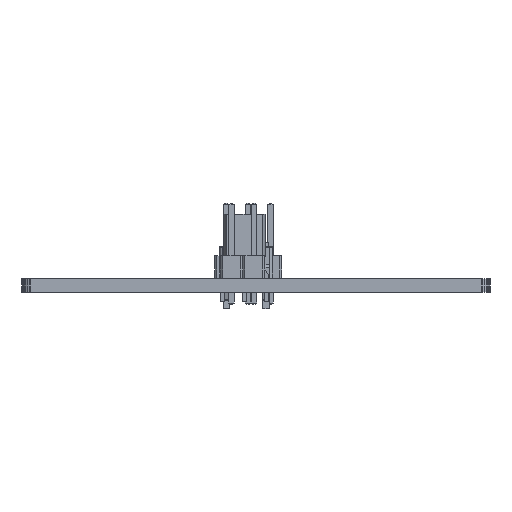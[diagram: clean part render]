
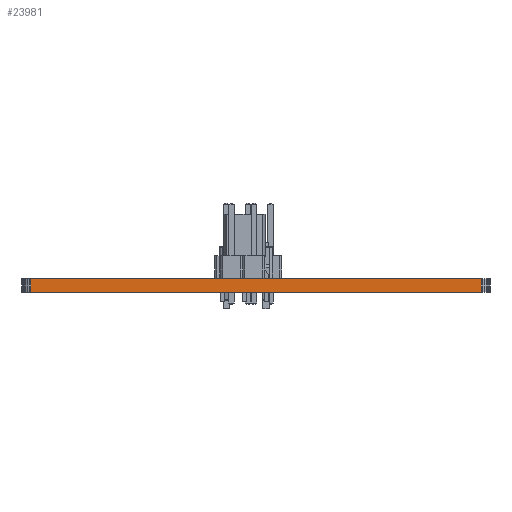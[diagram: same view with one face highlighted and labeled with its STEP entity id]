
A CAD part, left-side view. The second image highlights one B-rep face of the part: STEP entity #23981.
In plain terms, the highlighted planar face has unit normal (-1, 0, 0).
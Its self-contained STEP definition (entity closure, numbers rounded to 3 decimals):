
#17655 = PLANE('',#17656);
#17656 = AXIS2_PLACEMENT_3D('',#17657,#17658,#17659);
#17657 = CARTESIAN_POINT('',(140.314,-92.808,1.58));
#17658 = DIRECTION('',(-0.,-0.,-1.));
#17659 = DIRECTION('',(-1.,0.,0.));
#17709 = PLANE('',#17710);
#17710 = AXIS2_PLACEMENT_3D('',#17711,#17712,#17713);
#17711 = CARTESIAN_POINT('',(140.314,-92.808,0.));
#17712 = DIRECTION('',(-0.,-0.,-1.));
#17713 = DIRECTION('',(-1.,0.,0.));
#18406 = VERTEX_POINT('',#18407);
#18407 = CARTESIAN_POINT('',(106.68,-118.364,0.));
#18421 = PLANE('',#18422);
#18422 = AXIS2_PLACEMENT_3D('',#18423,#18424,#18425);
#18423 = CARTESIAN_POINT('',(106.7,-118.562,0.));
#18424 = DIRECTION('',(-0.995,-0.098,0.));
#18425 = DIRECTION('',(-0.098,0.995,0.));
#18433 = EDGE_CURVE('',#18406,#18434,#18436,.T.);
#18434 = VERTEX_POINT('',#18435);
#18435 = CARTESIAN_POINT('',(106.68,-67.056,0.));
#18436 = SURFACE_CURVE('',#18437,(#18441,#18448),.PCURVE_S1.);
#18437 = LINE('',#18438,#18439);
#18438 = CARTESIAN_POINT('',(106.68,-118.364,0.));
#18439 = VECTOR('',#18440,1.);
#18440 = DIRECTION('',(0.,1.,0.));
#18441 = PCURVE('',#17709,#18442);
#18442 = DEFINITIONAL_REPRESENTATION('',(#18443),#18447);
#18443 = LINE('',#18444,#18445);
#18444 = CARTESIAN_POINT('',(33.634,-25.556));
#18445 = VECTOR('',#18446,1.);
#18446 = DIRECTION('',(0.,1.));
#18447 = ( GEOMETRIC_REPRESENTATION_CONTEXT(2) 
PARAMETRIC_REPRESENTATION_CONTEXT() REPRESENTATION_CONTEXT('2D SPACE',''
  ) );
#18448 = PCURVE('',#18449,#18454);
#18449 = PLANE('',#18450);
#18450 = AXIS2_PLACEMENT_3D('',#18451,#18452,#18453);
#18451 = CARTESIAN_POINT('',(106.68,-118.364,0.));
#18452 = DIRECTION('',(-1.,0.,0.));
#18453 = DIRECTION('',(0.,1.,0.));
#18454 = DEFINITIONAL_REPRESENTATION('',(#18455),#18459);
#18455 = LINE('',#18456,#18457);
#18456 = CARTESIAN_POINT('',(0.,0.));
#18457 = VECTOR('',#18458,1.);
#18458 = DIRECTION('',(1.,0.));
#18459 = ( GEOMETRIC_REPRESENTATION_CONTEXT(2) 
PARAMETRIC_REPRESENTATION_CONTEXT() REPRESENTATION_CONTEXT('2D SPACE',''
  ) );
#18477 = PLANE('',#18478);
#18478 = AXIS2_PLACEMENT_3D('',#18479,#18480,#18481);
#18479 = CARTESIAN_POINT('',(106.68,-67.056,0.));
#18480 = DIRECTION('',(-0.995,0.098,0.));
#18481 = DIRECTION('',(0.098,0.995,0.));
#21355 = VERTEX_POINT('',#21356);
#21356 = CARTESIAN_POINT('',(106.68,-118.364,1.58));
#21377 = EDGE_CURVE('',#21355,#21378,#21380,.T.);
#21378 = VERTEX_POINT('',#21379);
#21379 = CARTESIAN_POINT('',(106.68,-67.056,1.58));
#21380 = SURFACE_CURVE('',#21381,(#21385,#21392),.PCURVE_S1.);
#21381 = LINE('',#21382,#21383);
#21382 = CARTESIAN_POINT('',(106.68,-118.364,1.58));
#21383 = VECTOR('',#21384,1.);
#21384 = DIRECTION('',(0.,1.,0.));
#21385 = PCURVE('',#17655,#21386);
#21386 = DEFINITIONAL_REPRESENTATION('',(#21387),#21391);
#21387 = LINE('',#21388,#21389);
#21388 = CARTESIAN_POINT('',(33.634,-25.556));
#21389 = VECTOR('',#21390,1.);
#21390 = DIRECTION('',(0.,1.));
#21391 = ( GEOMETRIC_REPRESENTATION_CONTEXT(2) 
PARAMETRIC_REPRESENTATION_CONTEXT() REPRESENTATION_CONTEXT('2D SPACE',''
  ) );
#21392 = PCURVE('',#18449,#21393);
#21393 = DEFINITIONAL_REPRESENTATION('',(#21394),#21398);
#21394 = LINE('',#21395,#21396);
#21395 = CARTESIAN_POINT('',(0.,-1.58));
#21396 = VECTOR('',#21397,1.);
#21397 = DIRECTION('',(1.,0.));
#21398 = ( GEOMETRIC_REPRESENTATION_CONTEXT(2) 
PARAMETRIC_REPRESENTATION_CONTEXT() REPRESENTATION_CONTEXT('2D SPACE',''
  ) );
#23931 = EDGE_CURVE('',#18434,#21378,#23932,.T.);
#23932 = SURFACE_CURVE('',#23933,(#23937,#23944),.PCURVE_S1.);
#23933 = LINE('',#23934,#23935);
#23934 = CARTESIAN_POINT('',(106.68,-67.056,0.));
#23935 = VECTOR('',#23936,1.);
#23936 = DIRECTION('',(0.,0.,1.));
#23937 = PCURVE('',#18477,#23938);
#23938 = DEFINITIONAL_REPRESENTATION('',(#23939),#23943);
#23939 = LINE('',#23940,#23941);
#23940 = CARTESIAN_POINT('',(0.,0.));
#23941 = VECTOR('',#23942,1.);
#23942 = DIRECTION('',(0.,-1.));
#23943 = ( GEOMETRIC_REPRESENTATION_CONTEXT(2) 
PARAMETRIC_REPRESENTATION_CONTEXT() REPRESENTATION_CONTEXT('2D SPACE',''
  ) );
#23944 = PCURVE('',#18449,#23945);
#23945 = DEFINITIONAL_REPRESENTATION('',(#23946),#23950);
#23946 = LINE('',#23947,#23948);
#23947 = CARTESIAN_POINT('',(51.308,0.));
#23948 = VECTOR('',#23949,1.);
#23949 = DIRECTION('',(0.,-1.));
#23950 = ( GEOMETRIC_REPRESENTATION_CONTEXT(2) 
PARAMETRIC_REPRESENTATION_CONTEXT() REPRESENTATION_CONTEXT('2D SPACE',''
  ) );
#23981 = ADVANCED_FACE('',(#23982),#18449,.T.);
#23982 = FACE_BOUND('',#23983,.T.);
#23983 = EDGE_LOOP('',(#23984,#24005,#24006,#24007));
#23984 = ORIENTED_EDGE('',*,*,#23985,.T.);
#23985 = EDGE_CURVE('',#18406,#21355,#23986,.T.);
#23986 = SURFACE_CURVE('',#23987,(#23991,#23998),.PCURVE_S1.);
#23987 = LINE('',#23988,#23989);
#23988 = CARTESIAN_POINT('',(106.68,-118.364,0.));
#23989 = VECTOR('',#23990,1.);
#23990 = DIRECTION('',(0.,0.,1.));
#23991 = PCURVE('',#18449,#23992);
#23992 = DEFINITIONAL_REPRESENTATION('',(#23993),#23997);
#23993 = LINE('',#23994,#23995);
#23994 = CARTESIAN_POINT('',(0.,0.));
#23995 = VECTOR('',#23996,1.);
#23996 = DIRECTION('',(0.,-1.));
#23997 = ( GEOMETRIC_REPRESENTATION_CONTEXT(2) 
PARAMETRIC_REPRESENTATION_CONTEXT() REPRESENTATION_CONTEXT('2D SPACE',''
  ) );
#23998 = PCURVE('',#18421,#23999);
#23999 = DEFINITIONAL_REPRESENTATION('',(#24000),#24004);
#24000 = LINE('',#24001,#24002);
#24001 = CARTESIAN_POINT('',(0.199,0.));
#24002 = VECTOR('',#24003,1.);
#24003 = DIRECTION('',(0.,-1.));
#24004 = ( GEOMETRIC_REPRESENTATION_CONTEXT(2) 
PARAMETRIC_REPRESENTATION_CONTEXT() REPRESENTATION_CONTEXT('2D SPACE',''
  ) );
#24005 = ORIENTED_EDGE('',*,*,#21377,.T.);
#24006 = ORIENTED_EDGE('',*,*,#23931,.F.);
#24007 = ORIENTED_EDGE('',*,*,#18433,.F.);
